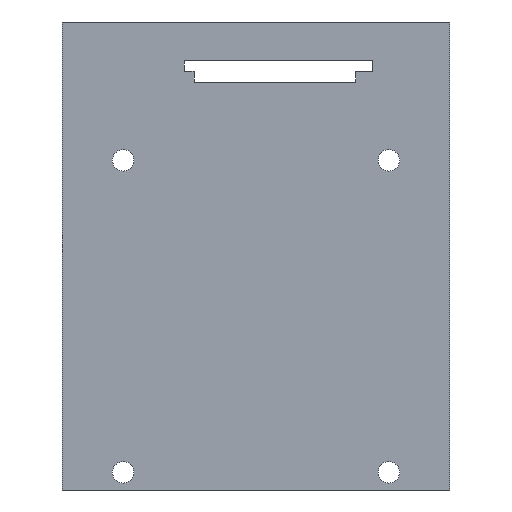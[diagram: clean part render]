
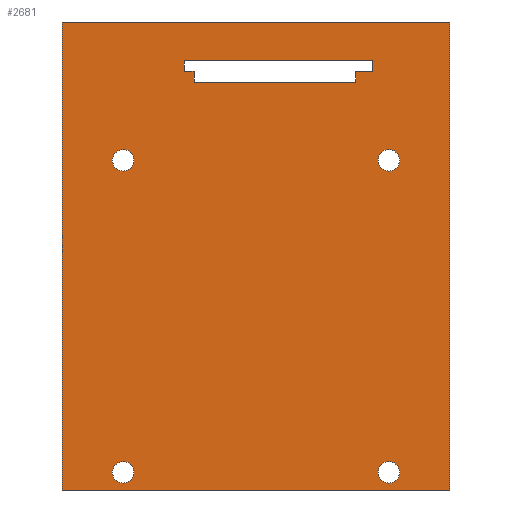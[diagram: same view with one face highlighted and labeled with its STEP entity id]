
A CAD part, front view. The second image highlights one B-rep face of the part: STEP entity #2681.
In plain terms, the highlighted planar face has unit normal (0, -1, 0).
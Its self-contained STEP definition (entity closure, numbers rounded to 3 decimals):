
#36=FACE_BOUND('',#410,.T.);
#37=FACE_BOUND('',#411,.T.);
#38=FACE_BOUND('',#412,.T.);
#39=FACE_BOUND('',#413,.T.);
#40=FACE_BOUND('',#414,.T.);
#111=CIRCLE('',#2881,2.);
#112=CIRCLE('',#2882,2.);
#113=CIRCLE('',#2883,2.);
#114=CIRCLE('',#2884,2.);
#255=FACE_OUTER_BOUND('',#409,.T.);
#409=EDGE_LOOP('',(#2269,#2270,#2271,#2272));
#410=EDGE_LOOP('',(#2273,#2274,#2275,#2276,#2277,#2278,#2279,#2280));
#411=EDGE_LOOP('',(#2281));
#412=EDGE_LOOP('',(#2282));
#413=EDGE_LOOP('',(#2283));
#414=EDGE_LOOP('',(#2284));
#459=LINE('',#3659,#771);
#462=LINE('',#3665,#774);
#466=LINE('',#3672,#778);
#474=LINE('',#3689,#786);
#491=LINE('',#3745,#803);
#520=LINE('',#3813,#832);
#526=LINE('',#3825,#838);
#692=LINE('',#4204,#1004);
#723=LINE('',#4308,#1035);
#724=LINE('',#4310,#1036);
#725=LINE('',#4312,#1037);
#726=LINE('',#4313,#1038);
#771=VECTOR('',#2930,10.);
#774=VECTOR('',#2935,10.);
#778=VECTOR('',#2941,10.);
#786=VECTOR('',#2953,10.);
#803=VECTOR('',#3006,10.);
#832=VECTOR('',#3061,10.);
#838=VECTOR('',#3071,10.);
#1004=VECTOR('',#3399,10.);
#1035=VECTOR('',#3522,10.);
#1036=VECTOR('',#3523,10.);
#1037=VECTOR('',#3524,10.);
#1038=VECTOR('',#3525,10.);
#1083=VERTEX_POINT('',#3656);
#1084=VERTEX_POINT('',#3658);
#1086=VERTEX_POINT('',#3664);
#1088=VERTEX_POINT('',#3670);
#1095=VERTEX_POINT('',#3688);
#1115=VERTEX_POINT('',#3742);
#1116=VERTEX_POINT('',#3744);
#1142=VERTEX_POINT('',#3812);
#1304=VERTEX_POINT('',#4306);
#1305=VERTEX_POINT('',#4307);
#1306=VERTEX_POINT('',#4309);
#1307=VERTEX_POINT('',#4311);
#1308=VERTEX_POINT('',#4314);
#1309=VERTEX_POINT('',#4316);
#1310=VERTEX_POINT('',#4318);
#1311=VERTEX_POINT('',#4320);
#1331=EDGE_CURVE('',#1084,#1083,#459,.T.);
#1334=EDGE_CURVE('',#1086,#1084,#462,.T.);
#1338=EDGE_CURVE('',#1083,#1088,#466,.T.);
#1346=EDGE_CURVE('',#1095,#1086,#474,.T.);
#1372=EDGE_CURVE('',#1116,#1115,#491,.T.);
#1408=EDGE_CURVE('',#1142,#1116,#520,.T.);
#1414=EDGE_CURVE('',#1088,#1142,#526,.T.);
#1606=EDGE_CURVE('',#1115,#1095,#692,.T.);
#1654=EDGE_CURVE('',#1304,#1305,#723,.T.);
#1655=EDGE_CURVE('',#1306,#1305,#724,.T.);
#1656=EDGE_CURVE('',#1306,#1307,#725,.T.);
#1657=EDGE_CURVE('',#1307,#1304,#726,.T.);
#1658=EDGE_CURVE('',#1308,#1308,#111,.T.);
#1659=EDGE_CURVE('',#1309,#1309,#112,.T.);
#1660=EDGE_CURVE('',#1310,#1310,#113,.T.);
#1661=EDGE_CURVE('',#1311,#1311,#114,.T.);
#2269=ORIENTED_EDGE('',*,*,#1654,.T.);
#2270=ORIENTED_EDGE('',*,*,#1655,.F.);
#2271=ORIENTED_EDGE('',*,*,#1656,.T.);
#2272=ORIENTED_EDGE('',*,*,#1657,.T.);
#2273=ORIENTED_EDGE('',*,*,#1338,.T.);
#2274=ORIENTED_EDGE('',*,*,#1414,.T.);
#2275=ORIENTED_EDGE('',*,*,#1408,.T.);
#2276=ORIENTED_EDGE('',*,*,#1372,.T.);
#2277=ORIENTED_EDGE('',*,*,#1606,.T.);
#2278=ORIENTED_EDGE('',*,*,#1346,.T.);
#2279=ORIENTED_EDGE('',*,*,#1334,.T.);
#2280=ORIENTED_EDGE('',*,*,#1331,.T.);
#2281=ORIENTED_EDGE('',*,*,#1658,.F.);
#2282=ORIENTED_EDGE('',*,*,#1659,.F.);
#2283=ORIENTED_EDGE('',*,*,#1660,.F.);
#2284=ORIENTED_EDGE('',*,*,#1661,.F.);
#2552=PLANE('',#2880);
#2681=ADVANCED_FACE('',(#255,#36,#37,#38,#39,#40),#2552,.F.);
#2880=AXIS2_PLACEMENT_3D('',#4305,#3520,#3521);
#2881=AXIS2_PLACEMENT_3D('',#4315,#3526,#3527);
#2882=AXIS2_PLACEMENT_3D('',#4317,#3528,#3529);
#2883=AXIS2_PLACEMENT_3D('',#4319,#3530,#3531);
#2884=AXIS2_PLACEMENT_3D('',#4321,#3532,#3533);
#2930=DIRECTION('',(-1.,0.,0.));
#2935=DIRECTION('',(0.,0.,-1.));
#2941=DIRECTION('',(0.,0.,1.));
#2953=DIRECTION('',(-1.,0.,0.));
#3006=DIRECTION('',(1.,0.,0.));
#3061=DIRECTION('',(0.,0.,1.));
#3071=DIRECTION('',(-1.,0.,0.));
#3399=DIRECTION('',(0.,0.,-1.));
#3520=DIRECTION('center_axis',(0.,1.,0.));
#3521=DIRECTION('ref_axis',(1.,0.,0.));
#3522=DIRECTION('',(-1.,0.,0.));
#3523=DIRECTION('',(0.,0.,1.));
#3524=DIRECTION('',(1.,0.,0.));
#3525=DIRECTION('',(0.,0.,1.));
#3526=DIRECTION('center_axis',(0.,-1.,0.));
#3527=DIRECTION('ref_axis',(1.,0.,0.));
#3528=DIRECTION('center_axis',(0.,-1.,0.));
#3529=DIRECTION('ref_axis',(1.,0.,0.));
#3530=DIRECTION('center_axis',(0.,-1.,0.));
#3531=DIRECTION('ref_axis',(1.,0.,0.));
#3532=DIRECTION('center_axis',(0.,-1.,0.));
#3533=DIRECTION('ref_axis',(1.,0.,0.));
#3656=CARTESIAN_POINT('',(-11.5,0.,32.3));
#3658=CARTESIAN_POINT('',(18.5,0.,32.3));
#3659=CARTESIAN_POINT('',(9.25,0.,32.3));
#3664=CARTESIAN_POINT('',(18.5,0.,34.3));
#3665=CARTESIAN_POINT('',(18.5,0.,17.15));
#3670=CARTESIAN_POINT('',(-11.5,0.,34.3));
#3672=CARTESIAN_POINT('',(-11.5,0.,16.15));
#3688=CARTESIAN_POINT('',(21.7,0.,34.3));
#3689=CARTESIAN_POINT('',(10.85,0.,34.3));
#3742=CARTESIAN_POINT('',(21.7,0.,36.3));
#3744=CARTESIAN_POINT('',(-13.3,0.,36.3));
#3745=CARTESIAN_POINT('',(-6.65,0.,36.3));
#3812=CARTESIAN_POINT('',(-13.3,0.,34.3));
#3813=CARTESIAN_POINT('',(-13.3,0.,17.15));
#3825=CARTESIAN_POINT('',(10.85,0.,34.3));
#4204=CARTESIAN_POINT('',(21.7,0.,18.15));
#4305=CARTESIAN_POINT('Origin',(0.,0.,0.));
#4306=CARTESIAN_POINT('',(36.,0.,43.5));
#4307=CARTESIAN_POINT('',(-36.,0.,43.5));
#4308=CARTESIAN_POINT('',(28.,0.,43.5));
#4309=CARTESIAN_POINT('',(-36.,0.,-43.5));
#4310=CARTESIAN_POINT('',(-36.,0.,-43.5));
#4311=CARTESIAN_POINT('',(36.,0.,-43.5));
#4312=CARTESIAN_POINT('',(28.,0.,-43.5));
#4313=CARTESIAN_POINT('',(36.,0.,-43.5));
#4314=CARTESIAN_POINT('',(-26.7,0.,17.8));
#4315=CARTESIAN_POINT('Origin',(-24.7,0.,17.8));
#4316=CARTESIAN_POINT('',(-26.7,0.,-40.2));
#4317=CARTESIAN_POINT('Origin',(-24.7,0.,-40.2));
#4318=CARTESIAN_POINT('',(22.7,0.,-40.2));
#4319=CARTESIAN_POINT('Origin',(24.7,0.,-40.2));
#4320=CARTESIAN_POINT('',(22.7,0.,17.8));
#4321=CARTESIAN_POINT('Origin',(24.7,0.,17.8));
